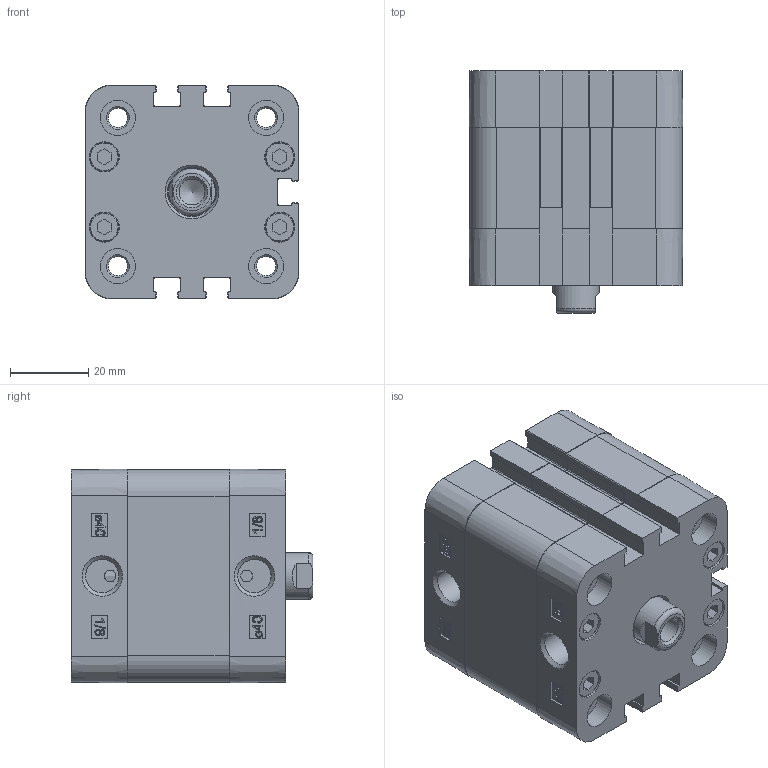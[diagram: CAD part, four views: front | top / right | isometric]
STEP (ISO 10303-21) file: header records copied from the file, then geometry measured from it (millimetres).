
FILE_DESCRIPTION((''),'2;1');
FILE_NAME('PDM040.010.GS.F.stp','2013-02-01T08:36:05',('Administrator'),(''),'Autodesk Inventor 2012','Autodesk Inventor 2012','');
FILE_SCHEMA(('CONFIG_CONTROL_DESIGN'));
Length unit declared in the file: millimetre
Products named in the file (1): PDM040.010.GS.F
Bounding box: 54.8 x 62 x 54.8 mm (x, y, z)
Volume: 86504 mm3; surface area: 48887.6 mm2
Topology: 1 solids, 2 shells, 940 faces, 2339 edges, 1487 vertices
Faces by surface type: plane 465, cylinder 199, bspline 160, torus 54, cone 42, sphere 20
Full cylindrical faces by diameter (mm): 3 x2, 4.917 x8, 5.2 x4, 6.647 x1, 7.5 x8, 7.7 x8, 8.566 x2, 9 x9, 12 x1, 12.5 x1, 40 x1, 42.3 x1, 42.5 x1
Entity records: 30948 total; most frequent: CARTESIAN_POINT 8854, ORIENTED_EDGE 4460, DIRECTION 4024, EDGE_CURVE 2230, VERTEX_POINT 1470, AXIS2_PLACEMENT_3D 1386, VECTOR 1252, LINE 1252
